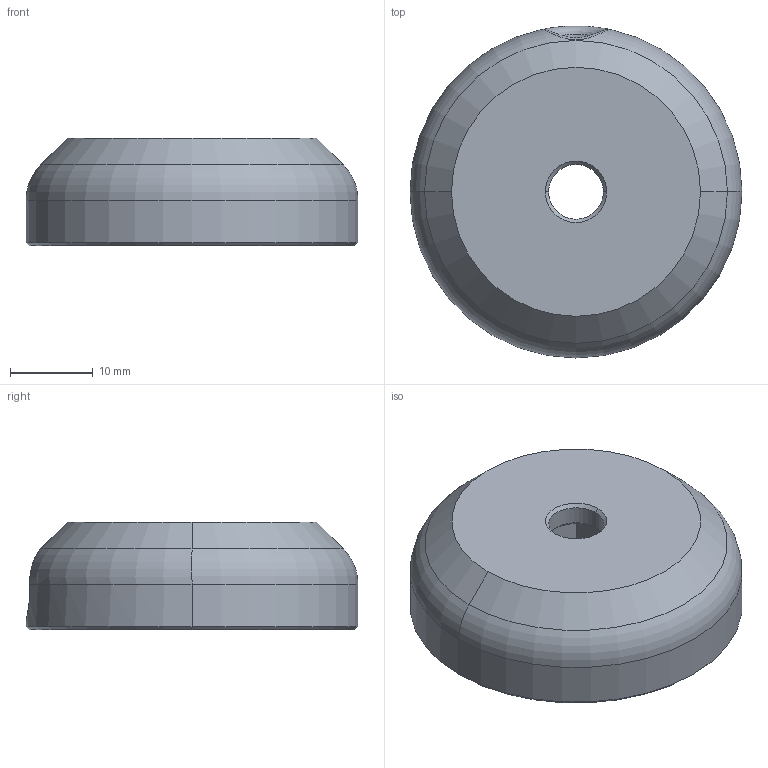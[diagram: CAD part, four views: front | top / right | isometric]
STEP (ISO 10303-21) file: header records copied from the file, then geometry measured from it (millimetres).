
FILE_DESCRIPTION (( 'STEP AP203' ), '1' );
FILE_NAME ('幗芠黑芛.STEP', '2025-01-04T06:13:38', ( 'Leo' ), ( '' ), 'SwSTEP 2.0', 'SolidWorks 2022', '' );
FILE_SCHEMA (( 'CONFIG_CONTROL_DESIGN' ));
Length unit declared in the file: millimetre
Products named in the file (1): 滚筒堵头
Bounding box: 40 x 40 x 13 mm (x, y, z)
Volume: 10371.1 mm3; surface area: 4576.7 mm2
Topology: 1 solids, 1 shells, 36 faces, 79 edges, 46 vertices
Faces by surface type: cone 12, plane 12, cylinder 8, torus 2, bspline 2
Entity records: 1373 total; most frequent: CARTESIAN_POINT 494, DIRECTION 176, ORIENTED_EDGE 158, EDGE_CURVE 79, AXIS2_PLACEMENT_3D 68, VERTEX_POINT 46, EDGE_LOOP 41, VECTOR 40
